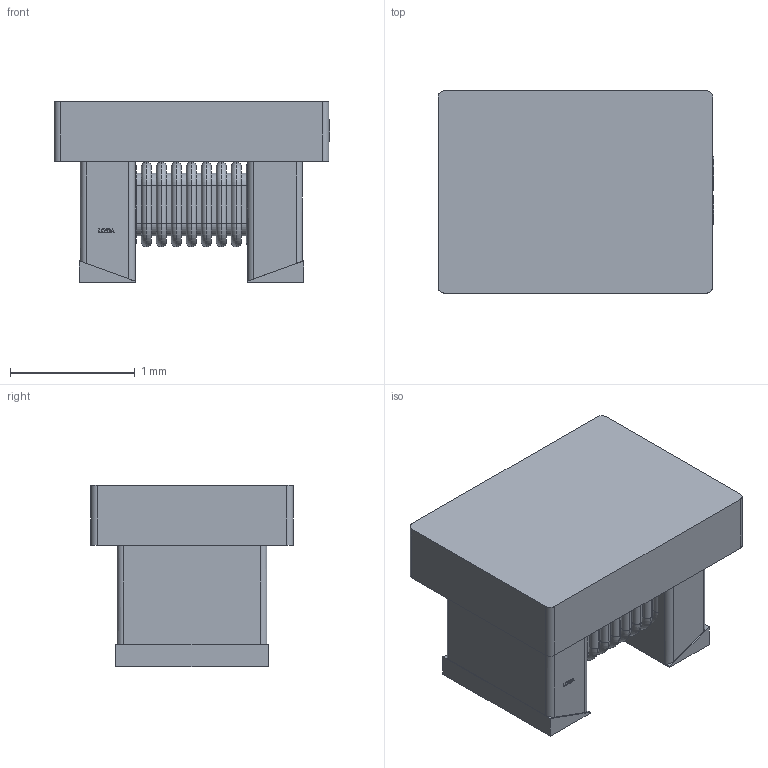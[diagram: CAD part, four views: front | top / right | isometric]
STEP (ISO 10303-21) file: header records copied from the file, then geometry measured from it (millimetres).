
FILE_DESCRIPTION (( 'STEP AP214' ), '1' );
FILE_NAME ('IND-SMD_L2.2-W1.6-H1.5.step', '2022-07-08T23:50:12', ( '' ), ( '' ), 'SwSTEP 2.0', 'SolidWorks 2020', '' );
FILE_SCHEMA (( 'AUTOMOTIVE_DESIGN' ));
Length unit declared in the file: millimetre
Products named in the file (1): IND-SMD_L2.2-W1.6-H1.5
Bounding box: 2.21 x 1.62 x 1.45 mm (x, y, z)
Volume: 3.3 mm3; surface area: 48.8 mm2
Topology: 38 solids, 38 shells, 982 faces, 2199 edges, 1250 vertices
Faces by surface type: cylinder 376, torus 288, plane 206, bspline 112
Entity records: 39404 total; most frequent: CARTESIAN_POINT 6560, DIRECTION 4665, ORIENTED_EDGE 4398, EDGE_CURVE 2199, AXIS2_PLACEMENT_3D 1831, VERTEX_POINT 1250, UNCERTAINTY_MEASURE_WITH_UNIT 1022, PRESENTATION_LAYER_ASSIGNMENT 1021
